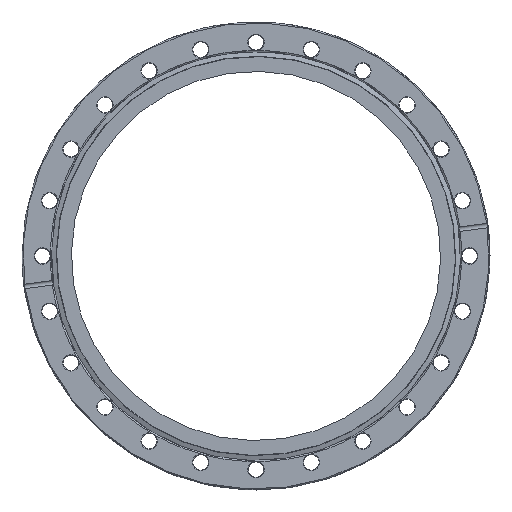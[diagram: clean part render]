
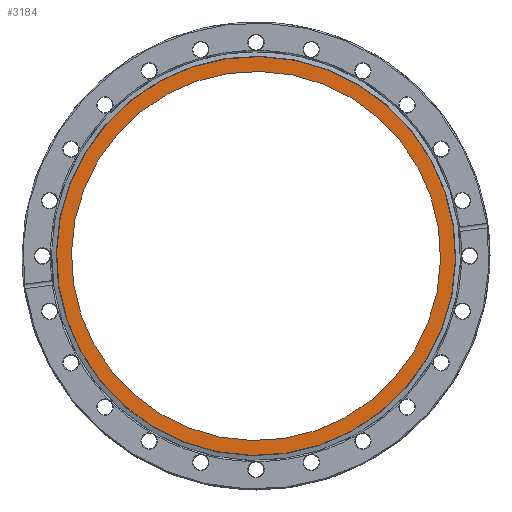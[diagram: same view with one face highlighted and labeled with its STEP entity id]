
A CAD part, front view. The second image highlights one B-rep face of the part: STEP entity #3184.
In plain terms, the highlighted face is planar.
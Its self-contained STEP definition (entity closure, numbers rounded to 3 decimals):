
#115=PLANE('',#3569);
#288=FACE_BOUND('',#779,.T.);
#476=FACE_OUTER_BOUND('',#778,.T.);
#778=EDGE_LOOP('',(#2948));
#779=EDGE_LOOP('',(#2949));
#987=CIRCLE('',#3567,108.264);
#989=CIRCLE('',#3570,100.2);
#1652=VERTEX_POINT('',#17501);
#1654=VERTEX_POINT('',#17506);
#2086=EDGE_CURVE('',#1652,#1652,#987,.T.);
#2088=EDGE_CURVE('',#1654,#1654,#989,.T.);
#2948=ORIENTED_EDGE('',*,*,#2086,.T.);
#2949=ORIENTED_EDGE('',*,*,#2088,.F.);
#3184=ADVANCED_FACE('',(#476,#288),#115,.T.);
#3567=AXIS2_PLACEMENT_3D('',#17502,#4351,#4352);
#3569=AXIS2_PLACEMENT_3D('',#17505,#4355,#4356);
#3570=AXIS2_PLACEMENT_3D('',#17507,#4357,#4358);
#4351=DIRECTION('center_axis',(0.,1.,0.));
#4352=DIRECTION('ref_axis',(1.,0.,0.));
#4355=DIRECTION('center_axis',(0.,1.,0.));
#4356=DIRECTION('ref_axis',(0.,0.,1.));
#4357=DIRECTION('center_axis',(0.,1.,0.));
#4358=DIRECTION('ref_axis',(1.,0.,0.));
#17501=CARTESIAN_POINT('',(-108.264,15.89,0.));
#17502=CARTESIAN_POINT('Origin',(0.,15.89,0.));
#17505=CARTESIAN_POINT('Origin',(-100.2,15.89,0.));
#17506=CARTESIAN_POINT('',(-100.2,15.89,0.));
#17507=CARTESIAN_POINT('Origin',(0.,15.89,0.));
